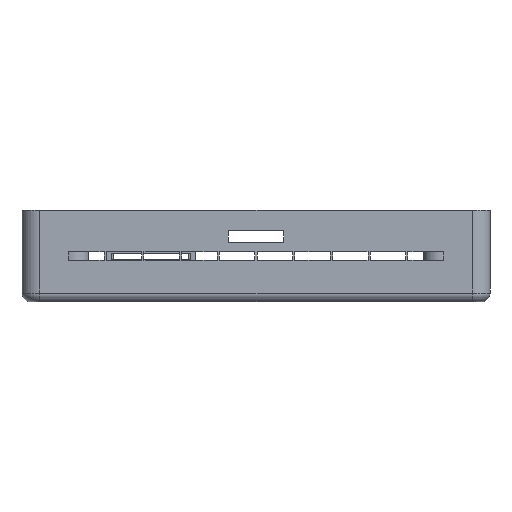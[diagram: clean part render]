
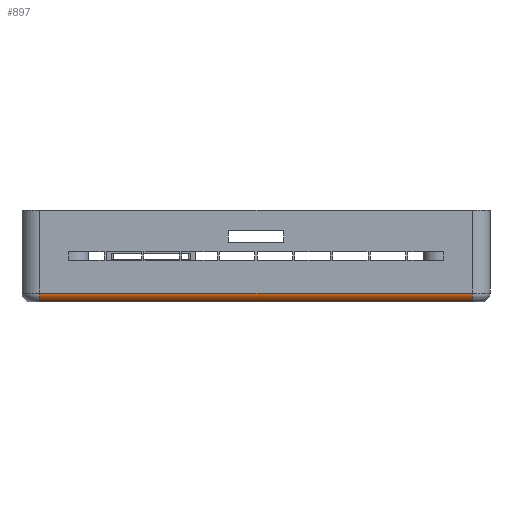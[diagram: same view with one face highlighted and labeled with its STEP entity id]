
A CAD part, left-side view. The second image highlights one B-rep face of the part: STEP entity #897.
In plain terms, the highlighted cylindrical face has radius 2 mm (diameter 4 mm), a partial arc.
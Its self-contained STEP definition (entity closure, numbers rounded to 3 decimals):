
#32 = PLANE('',#33);
#33 = AXIS2_PLACEMENT_3D('',#34,#35,#36);
#34 = CARTESIAN_POINT('',(0.,0.,0.));
#35 = DIRECTION('',(-0.,-0.,1.));
#36 = DIRECTION('',(1.,0.,0.));
#114 = VERTEX_POINT('',#115);
#115 = CARTESIAN_POINT('',(-147.,4.,0.));
#130 = TOROIDAL_SURFACE('',#131,2.,2.);
#131 = AXIS2_PLACEMENT_3D('',#132,#133,#134);
#132 = CARTESIAN_POINT('',(-145.,4.,2.));
#133 = DIRECTION('',(-0.,-0.,1.));
#134 = DIRECTION('',(-1.,0.,-0.));
#142 = EDGE_CURVE('',#143,#114,#145,.T.);
#143 = VERTEX_POINT('',#144);
#144 = CARTESIAN_POINT('',(-147.,101.5,0.));
#145 = SURFACE_CURVE('',#146,(#150,#157),.PCURVE_S1.);
#146 = LINE('',#147,#148);
#147 = CARTESIAN_POINT('',(-147.,101.5,0.));
#148 = VECTOR('',#149,1.);
#149 = DIRECTION('',(0.,-1.,0.));
#150 = PCURVE('',#32,#151);
#151 = DEFINITIONAL_REPRESENTATION('',(#152),#156);
#152 = LINE('',#153,#154);
#153 = CARTESIAN_POINT('',(-147.,101.5));
#154 = VECTOR('',#155,1.);
#155 = DIRECTION('',(-0.,-1.));
#156 = ( GEOMETRIC_REPRESENTATION_CONTEXT(2) 
PARAMETRIC_REPRESENTATION_CONTEXT() REPRESENTATION_CONTEXT('2D SPACE',''
  ) );
#157 = PCURVE('',#158,#163);
#158 = CYLINDRICAL_SURFACE('',#159,2.);
#159 = AXIS2_PLACEMENT_3D('',#160,#161,#162);
#160 = CARTESIAN_POINT('',(-147.,101.5,2.));
#161 = DIRECTION('',(0.,-1.,0.));
#162 = DIRECTION('',(0.,0.,-1.));
#163 = DEFINITIONAL_REPRESENTATION('',(#164),#168);
#164 = LINE('',#165,#166);
#165 = CARTESIAN_POINT('',(-0.,0.));
#166 = VECTOR('',#167,1.);
#167 = DIRECTION('',(-0.,1.));
#168 = ( GEOMETRIC_REPRESENTATION_CONTEXT(2) 
PARAMETRIC_REPRESENTATION_CONTEXT() REPRESENTATION_CONTEXT('2D SPACE',''
  ) );
#187 = TOROIDAL_SURFACE('',#188,2.,2.);
#188 = AXIS2_PLACEMENT_3D('',#189,#190,#191);
#189 = CARTESIAN_POINT('',(-145.,101.5,2.));
#190 = DIRECTION('',(-0.,-0.,1.));
#191 = DIRECTION('',(-0.,1.,0.));
#793 = EDGE_CURVE('',#114,#794,#796,.T.);
#794 = VERTEX_POINT('',#795);
#795 = CARTESIAN_POINT('',(-149.,4.,2.));
#796 = SURFACE_CURVE('',#797,(#802,#808),.PCURVE_S1.);
#797 = CIRCLE('',#798,2.);
#798 = AXIS2_PLACEMENT_3D('',#799,#800,#801);
#799 = CARTESIAN_POINT('',(-147.,4.,2.));
#800 = DIRECTION('',(-0.,1.,0.));
#801 = DIRECTION('',(0.,0.,-1.));
#802 = PCURVE('',#130,#803);
#803 = DEFINITIONAL_REPRESENTATION('',(#804),#807);
#804 = B_SPLINE_CURVE_WITH_KNOTS('',1,(#805,#806),.UNSPECIFIED.,.F.,.F.,
  (2,2),(0.,1.571),.PIECEWISE_BEZIER_KNOTS.);
#805 = CARTESIAN_POINT('',(0.,4.712));
#806 = CARTESIAN_POINT('',(0.,6.283));
#807 = ( GEOMETRIC_REPRESENTATION_CONTEXT(2) 
PARAMETRIC_REPRESENTATION_CONTEXT() REPRESENTATION_CONTEXT('2D SPACE',''
  ) );
#808 = PCURVE('',#158,#809);
#809 = DEFINITIONAL_REPRESENTATION('',(#810),#813);
#810 = B_SPLINE_CURVE_WITH_KNOTS('',1,(#811,#812),.UNSPECIFIED.,.F.,.F.,
  (2,2),(0.,1.571),.PIECEWISE_BEZIER_KNOTS.);
#811 = CARTESIAN_POINT('',(0.,97.5));
#812 = CARTESIAN_POINT('',(-1.571,97.5));
#813 = ( GEOMETRIC_REPRESENTATION_CONTEXT(2) 
PARAMETRIC_REPRESENTATION_CONTEXT() REPRESENTATION_CONTEXT('2D SPACE',''
  ) );
#849 = EDGE_CURVE('',#143,#850,#852,.T.);
#850 = VERTEX_POINT('',#851);
#851 = CARTESIAN_POINT('',(-149.,101.5,2.));
#852 = SURFACE_CURVE('',#853,(#858,#864),.PCURVE_S1.);
#853 = CIRCLE('',#854,2.);
#854 = AXIS2_PLACEMENT_3D('',#855,#856,#857);
#855 = CARTESIAN_POINT('',(-147.,101.5,2.));
#856 = DIRECTION('',(0.,1.,0.));
#857 = DIRECTION('',(-1.,0.,0.));
#858 = PCURVE('',#187,#859);
#859 = DEFINITIONAL_REPRESENTATION('',(#860),#863);
#860 = B_SPLINE_CURVE_WITH_KNOTS('',1,(#861,#862),.UNSPECIFIED.,.F.,.F.,
  (2,2),(4.712,6.283),.PIECEWISE_BEZIER_KNOTS.);
#861 = CARTESIAN_POINT('',(1.571,4.712));
#862 = CARTESIAN_POINT('',(1.571,6.283));
#863 = ( GEOMETRIC_REPRESENTATION_CONTEXT(2) 
PARAMETRIC_REPRESENTATION_CONTEXT() REPRESENTATION_CONTEXT('2D SPACE',''
  ) );
#864 = PCURVE('',#158,#865);
#865 = DEFINITIONAL_REPRESENTATION('',(#866),#869);
#866 = B_SPLINE_CURVE_WITH_KNOTS('',1,(#867,#868),.UNSPECIFIED.,.F.,.F.,
  (2,2),(4.712,6.283),.PIECEWISE_BEZIER_KNOTS.);
#867 = CARTESIAN_POINT('',(0.,0.));
#868 = CARTESIAN_POINT('',(-1.571,0.));
#869 = ( GEOMETRIC_REPRESENTATION_CONTEXT(2) 
PARAMETRIC_REPRESENTATION_CONTEXT() REPRESENTATION_CONTEXT('2D SPACE',''
  ) );
#897 = ADVANCED_FACE('',(#898),#158,.T.);
#898 = FACE_BOUND('',#899,.F.);
#899 = EDGE_LOOP('',(#900,#901,#927,#928));
#900 = ORIENTED_EDGE('',*,*,#849,.T.);
#901 = ORIENTED_EDGE('',*,*,#902,.T.);
#902 = EDGE_CURVE('',#850,#794,#903,.T.);
#903 = SURFACE_CURVE('',#904,(#908,#915),.PCURVE_S1.);
#904 = LINE('',#905,#906);
#905 = CARTESIAN_POINT('',(-149.,101.5,2.));
#906 = VECTOR('',#907,1.);
#907 = DIRECTION('',(0.,-1.,0.));
#908 = PCURVE('',#158,#909);
#909 = DEFINITIONAL_REPRESENTATION('',(#910),#914);
#910 = LINE('',#911,#912);
#911 = CARTESIAN_POINT('',(-1.571,0.));
#912 = VECTOR('',#913,1.);
#913 = DIRECTION('',(-0.,1.));
#914 = ( GEOMETRIC_REPRESENTATION_CONTEXT(2) 
PARAMETRIC_REPRESENTATION_CONTEXT() REPRESENTATION_CONTEXT('2D SPACE',''
  ) );
#915 = PCURVE('',#916,#921);
#916 = PLANE('',#917);
#917 = AXIS2_PLACEMENT_3D('',#918,#919,#920);
#918 = CARTESIAN_POINT('',(-149.,0.,0.));
#919 = DIRECTION('',(-1.,-0.,-0.));
#920 = DIRECTION('',(0.,0.,-1.));
#921 = DEFINITIONAL_REPRESENTATION('',(#922),#926);
#922 = LINE('',#923,#924);
#923 = CARTESIAN_POINT('',(-2.,-101.5));
#924 = VECTOR('',#925,1.);
#925 = DIRECTION('',(-0.,1.));
#926 = ( GEOMETRIC_REPRESENTATION_CONTEXT(2) 
PARAMETRIC_REPRESENTATION_CONTEXT() REPRESENTATION_CONTEXT('2D SPACE',''
  ) );
#927 = ORIENTED_EDGE('',*,*,#793,.F.);
#928 = ORIENTED_EDGE('',*,*,#142,.F.);
